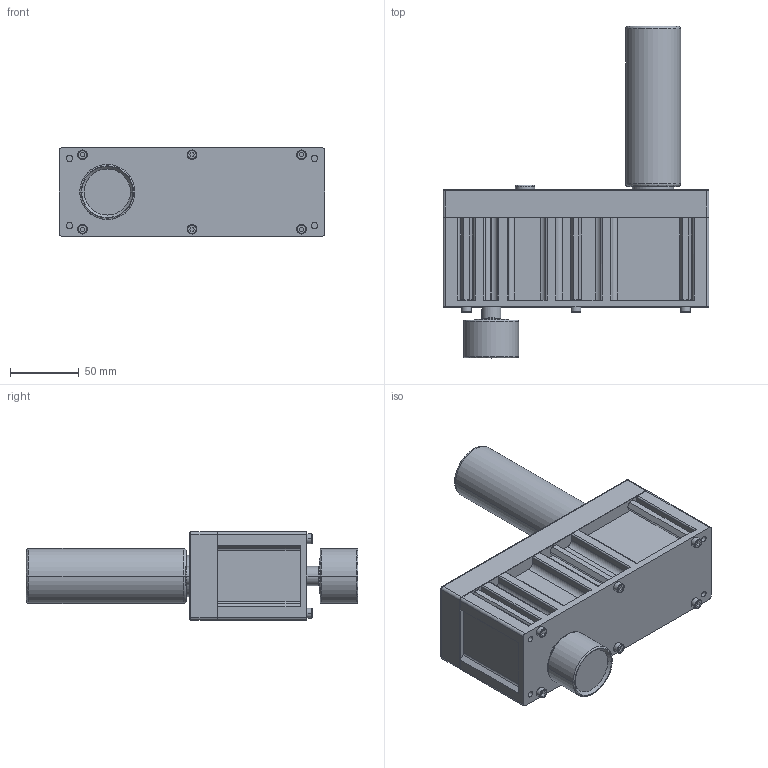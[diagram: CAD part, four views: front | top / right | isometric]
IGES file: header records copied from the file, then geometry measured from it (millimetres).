
Start section:  PTC IGES file: generator_am125l-d-n-a.igs
Global section: file name: 54Hgenerator_am125l-d-n-a.igs; native system:  by Parametric Technology Corporation; preprocessor: 2013430; organization: Unknown; date: 20171028.022147; units: millimetre
Bounding box: 193 x 241 x 64 mm (x, y, z)
Volume: 1022424.7 mm3; surface area: 122145.5 mm2
Topology: 1 solids, 1 shells, 463 faces, 1116 edges, 694 vertices
Faces by surface type: revolution 242, bspline 221
